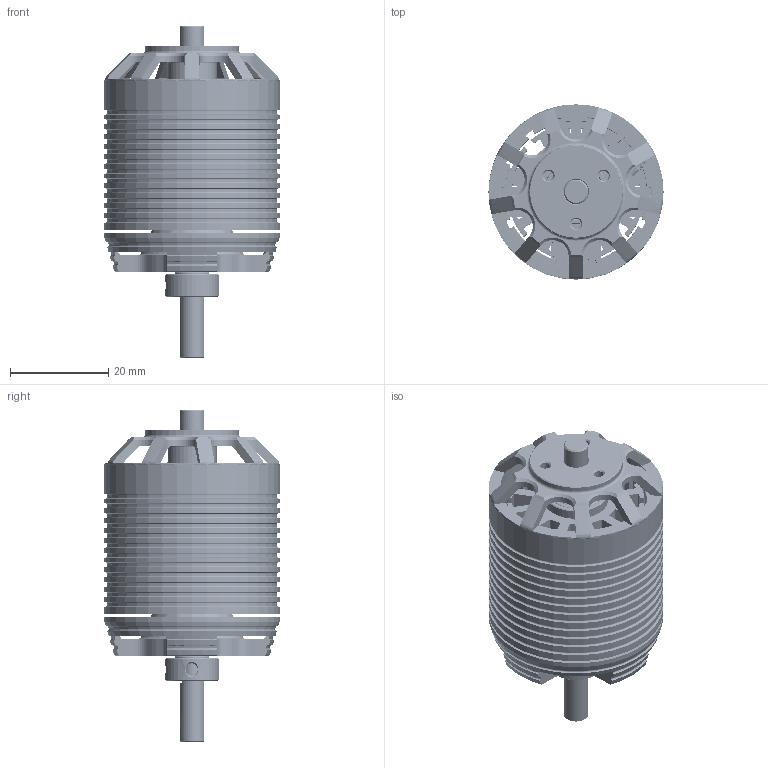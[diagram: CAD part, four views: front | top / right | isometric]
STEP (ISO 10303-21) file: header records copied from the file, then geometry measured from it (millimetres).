
FILE_DESCRIPTION (( 'STEP AP214' ), '1' );
FILE_NAME ('BA-2826-Motor.STEP', '2023-03-27T17:15:47', ( '' ), ( '' ), 'SwSTEP 2.0', 'SolidWorks 2014', '' );
FILE_SCHEMA (( 'AUTOMOTIVE_DESIGN' ));
Length unit declared in the file: millimetre
Products named in the file (22): 2826-Mount; 625HZZ_SOLID_3; 685HZZ_SOLID_2; 28mm-Endbell-9; Collar-5mm; 28x13x26mm-Stator; Spacer-5mm; 685HZZ_SOLID_1; 685HZZ_SOLID_3; 625HZZ_SOLID_1; 28x13x1mm-Stator; 28x13x5mm-Stator; 2826-Fluxring; 5x16x5_Bearing_625HZZ; BA-2826-Motor; 2826-Shaft; 2826-Stator-Mount; 5x11x5_Bearing_685HZZ; 625HZZ_SOLID_2; 2826-Rotor-Assem; 2826-Magnet; 28x13-Stator Plate
Assembly tree (49 placements, depth 6):
  BA-2826-Motor
    2826-Rotor-Assem
      28mm-Endbell-9
      2826-Shaft
      2826-Fluxring
      2826-Magnet  x14
    2826-Stator-Mount
      2826-Mount
      28x13x26mm-Stator
        28x13x5mm-Stator  x5
          28x13x1mm-Stator
            28x13-Stator Plate  x5
        28x13x1mm-Stator
          28x13-Stator Plate  x5
      5x11x5_Bearing_685HZZ  x2
        685HZZ_SOLID_1
        685HZZ_SOLID_2
        685HZZ_SOLID_3
      5x16x5_Bearing_625HZZ
        625HZZ_SOLID_1
        625HZZ_SOLID_2
        625HZZ_SOLID_3
    Spacer-5mm  x2
    Collar-5mm
Bounding box: 35.6 x 35.6 x 67.5 mm (x, y, z)
Volume: 23881.5 mm3; surface area: 102619.8 mm2
Topology: 160 solids, 160 shells, 30170 faces, 88901 edges, 59064 vertices
Faces by surface type: cylinder 22848, plane 6745, torus 205, sphere 204, cone 168
Entity records: 33171 total; most frequent: CARTESIAN_POINT 7576, DIRECTION 5453, ORIENTED_EDGE 4948, EDGE_CURVE 2474, AXIS2_PLACEMENT_3D 2329, VERTEX_POINT 1576, CIRCLE 1293, EDGE_LOOP 1098
